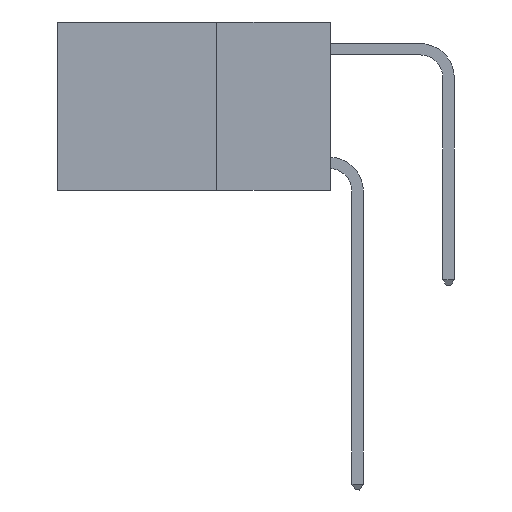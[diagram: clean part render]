
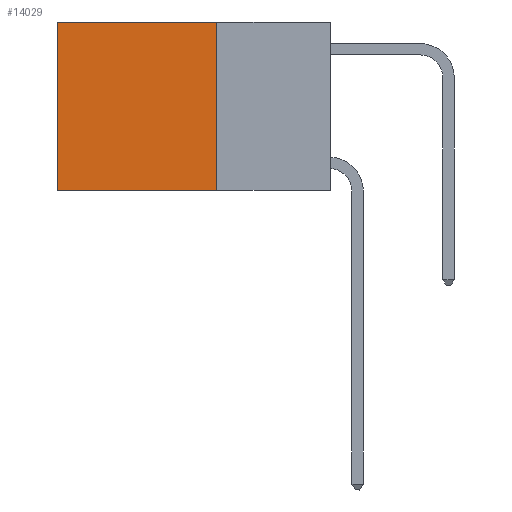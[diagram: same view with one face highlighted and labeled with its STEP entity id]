
A CAD part, left-side view. The second image highlights one B-rep face of the part: STEP entity #14029.
In plain terms, the highlighted planar face has unit normal (-1, 0, 0).
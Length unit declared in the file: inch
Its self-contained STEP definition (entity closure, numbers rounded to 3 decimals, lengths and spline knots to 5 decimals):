
#1290 = CARTESIAN_POINT ( 'NONE',  ( 0.2625, 0.25, 0. ) ) ;
#1375 = VERTEX_POINT ( 'NONE', #3711 ) ;
#1381 = EDGE_CURVE ( 'NONE', #9807, #1499, #2021, .T. ) ;
#1499 = VERTEX_POINT ( 'NONE', #14063 ) ;
#1999 = ORIENTED_EDGE ( 'NONE', *, *, #5942, .F. ) ;
#2021 = LINE ( 'NONE', #3468, #14545 ) ;
#2163 = FACE_OUTER_BOUND ( 'NONE', #14958, .T. ) ;
#2301 = VERTEX_POINT ( 'NONE', #4821 ) ;
#3158 = DIRECTION ( 'NONE',  ( 0., 0., -1. ) ) ;
#3468 = CARTESIAN_POINT ( 'NONE',  ( 0.2625, 0.6, 0. ) ) ;
#3546 = VECTOR ( 'NONE', #6777, 39.37008 ) ;
#3567 = EDGE_CURVE ( 'NONE', #2301, #9807, #8357, .T. ) ;
#3711 = CARTESIAN_POINT ( 'NONE',  ( 0.2625, 0.25, -0.37 ) ) ;
#3953 = LINE ( 'NONE', #13940, #3546 ) ;
#4805 = ORIENTED_EDGE ( 'NONE', *, *, #1381, .T. ) ;
#4821 = CARTESIAN_POINT ( 'NONE',  ( 0.2625, 0.25, 0. ) ) ;
#4958 = CARTESIAN_POINT ( 'NONE',  ( 0.2625, 0.25, 0. ) ) ;
#5167 = DIRECTION ( 'NONE',  ( 0., 1., 0. ) ) ;
#5589 = VECTOR ( 'NONE', #11114, 39.37008 ) ;
#5942 = EDGE_CURVE ( 'NONE', #2301, #1375, #3953, .T. ) ;
#6319 = DIRECTION ( 'NONE',  ( 1., 0., 0. ) ) ;
#6777 = DIRECTION ( 'NONE',  ( 0., 0., -1. ) ) ;
#8113 = AXIS2_PLACEMENT_3D ( 'NONE', #1290, #6319, #14666 ) ;
#8357 = LINE ( 'NONE', #4958, #15022 ) ;
#9258 = EDGE_CURVE ( 'NONE', #1375, #1499, #12017, .T. ) ;
#9341 = ORIENTED_EDGE ( 'NONE', *, *, #3567, .T. ) ;
#9807 = VERTEX_POINT ( 'NONE', #12358 ) ;
#9891 = CARTESIAN_POINT ( 'NONE',  ( 0.2625, 0.25, -0.37 ) ) ;
#11114 = DIRECTION ( 'NONE',  ( 0., 1., 0. ) ) ;
#12017 = LINE ( 'NONE', #9891, #5589 ) ;
#12358 = CARTESIAN_POINT ( 'NONE',  ( 0.2625, 0.6, 0. ) ) ;
#13510 = PLANE ( 'NONE',  #8113 ) ;
#13940 = CARTESIAN_POINT ( 'NONE',  ( 0.2625, 0.25, 0. ) ) ;
#14017 = ORIENTED_EDGE ( 'NONE', *, *, #9258, .F. ) ;
#14029 = ADVANCED_FACE ( 'NONE', ( #2163 ), #13510, .F. ) ;
#14063 = CARTESIAN_POINT ( 'NONE',  ( 0.2625, 0.6, -0.37 ) ) ;
#14545 = VECTOR ( 'NONE', #3158, 39.37008 ) ;
#14666 = DIRECTION ( 'NONE',  ( 0., 0., -1. ) ) ;
#14958 = EDGE_LOOP ( 'NONE', ( #4805, #14017, #1999, #9341 ) ) ;
#15022 = VECTOR ( 'NONE', #5167, 39.37008 ) ;
